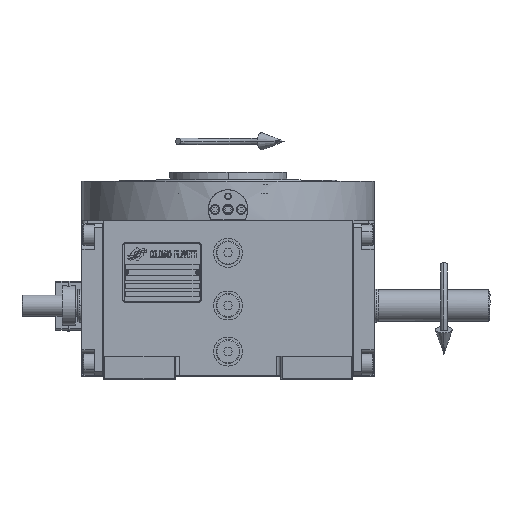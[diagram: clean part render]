
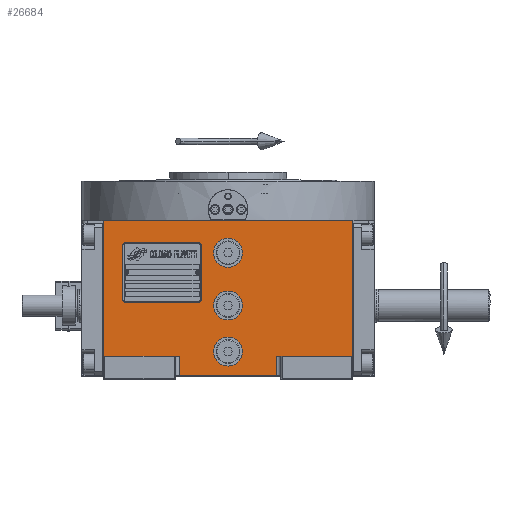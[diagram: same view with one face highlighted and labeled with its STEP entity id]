
A CAD part, top view. The second image highlights one B-rep face of the part: STEP entity #26684.
In plain terms, the highlighted planar face has unit normal (0, 0, 1).
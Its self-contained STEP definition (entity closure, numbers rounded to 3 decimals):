
#107 = ORIENTED_EDGE ( 'NONE', *, *, #43515, .F. ) ;
#995 = EDGE_CURVE ( 'NONE', #52223, #6601, #46901, .T. ) ;
#2281 = VECTOR ( 'NONE', #55261, 1000. ) ;
#2545 = CARTESIAN_POINT ( 'NONE',  ( 37., -38.5, 163.5 ) ) ;
#2549 = VERTEX_POINT ( 'NONE', #8123 ) ;
#2800 = VERTEX_POINT ( 'NONE', #24387 ) ;
#2884 = CARTESIAN_POINT ( 'NONE',  ( -37., -53.5, 163.5 ) ) ;
#2922 = ORIENTED_EDGE ( 'NONE', *, *, #40360, .F. ) ;
#3017 = EDGE_CURVE ( 'NONE', #24030, #56173, #19945, .T. ) ;
#3325 = CARTESIAN_POINT ( 'NONE',  ( 94.5, 64.5, 163.5 ) ) ;
#3583 = CARTESIAN_POINT ( 'NONE',  ( 11., 40., 163.5 ) ) ;
#4687 = LINE ( 'NONE', #40028, #32905 ) ;
#4885 = DIRECTION ( 'NONE',  ( 0., 1., 0. ) ) ;
#5394 = VECTOR ( 'NONE', #70473, 1000. ) ;
#5573 = DIRECTION ( 'NONE',  ( 1., 0., 0. ) ) ;
#6601 = VERTEX_POINT ( 'NONE', #48692 ) ;
#8123 = CARTESIAN_POINT ( 'NONE',  ( -94.5, 64.5, 163.5 ) ) ;
#9553 = EDGE_CURVE ( 'NONE', #45362, #13133, #64331, .T. ) ;
#9820 = DIRECTION ( 'NONE',  ( 0., 0., 1. ) ) ;
#10401 = DIRECTION ( 'NONE',  ( 0., 1., 0. ) ) ;
#10900 = DIRECTION ( 'NONE',  ( 0., 0., 1. ) ) ;
#11000 = DIRECTION ( 'NONE',  ( 0., 0., 1. ) ) ;
#11430 = VECTOR ( 'NONE', #23642, 1000. ) ;
#13133 = VERTEX_POINT ( 'NONE', #47713 ) ;
#13332 = CIRCLE ( 'NONE', #53420, 11. ) ;
#13357 = EDGE_LOOP ( 'NONE', ( #24443, #14341 ) ) ;
#13717 = DIRECTION ( 'NONE',  ( -1., 0., 0. ) ) ;
#13931 = EDGE_LOOP ( 'NONE', ( #33136, #22214, #35140, #70710, #67691, #24968, #25376, #2922 ) ) ;
#14341 = ORIENTED_EDGE ( 'NONE', *, *, #3017, .F. ) ;
#14600 = CARTESIAN_POINT ( 'NONE',  ( 37., -38.5, 163.5 ) ) ;
#14808 = CARTESIAN_POINT ( 'NONE',  ( 11., 0., 163.5 ) ) ;
#15361 = CARTESIAN_POINT ( 'NONE',  ( -11., 40., 163.5 ) ) ;
#15659 = AXIS2_PLACEMENT_3D ( 'NONE', #27749, #50926, #74101 ) ;
#15838 = PLANE ( 'NONE',  #34536 ) ;
#16084 = ORIENTED_EDGE ( 'NONE', *, *, #16153, .F. ) ;
#16153 = EDGE_CURVE ( 'NONE', #42090, #43376, #13332, .T. ) ;
#16279 = CARTESIAN_POINT ( 'NONE',  ( -37., -53.5, 163.5 ) ) ;
#17183 = LINE ( 'NONE', #40390, #11430 ) ;
#17354 = EDGE_LOOP ( 'NONE', ( #107, #16084 ) ) ;
#18846 = CARTESIAN_POINT ( 'NONE',  ( 11., -35., 163.5 ) ) ;
#19334 = EDGE_LOOP ( 'NONE', ( #31108, #23657 ) ) ;
#19945 = CIRCLE ( 'NONE', #67311, 11. ) ;
#21226 = CARTESIAN_POINT ( 'NONE',  ( -37., -38.5, 163.5 ) ) ;
#22214 = ORIENTED_EDGE ( 'NONE', *, *, #49768, .F. ) ;
#23642 = DIRECTION ( 'NONE',  ( 1., 0., 0. ) ) ;
#23657 = ORIENTED_EDGE ( 'NONE', *, *, #31170, .F. ) ;
#24030 = VERTEX_POINT ( 'NONE', #15361 ) ;
#24387 = CARTESIAN_POINT ( 'NONE',  ( 94.5, -38.5, 163.5 ) ) ;
#24443 = ORIENTED_EDGE ( 'NONE', *, *, #66057, .F. ) ;
#24968 = ORIENTED_EDGE ( 'NONE', *, *, #62182, .F. ) ;
#25376 = ORIENTED_EDGE ( 'NONE', *, *, #69504, .T. ) ;
#26684 = ADVANCED_FACE ( 'NONE', ( #74713, #73596, #74338, #69042 ), #15838, .T. ) ;
#27690 = LINE ( 'NONE', #16279, #49786 ) ;
#27749 = CARTESIAN_POINT ( 'NONE',  ( 0., -35., 163.5 ) ) ;
#27978 = CARTESIAN_POINT ( 'NONE',  ( -94.5, -38.5, 163.5 ) ) ;
#29424 = DIRECTION ( 'NONE',  ( 0., 0., 1. ) ) ;
#29554 = VECTOR ( 'NONE', #71352, 1000. ) ;
#29620 = VERTEX_POINT ( 'NONE', #3325 ) ;
#31108 = ORIENTED_EDGE ( 'NONE', *, *, #9553, .F. ) ;
#31170 = EDGE_CURVE ( 'NONE', #13133, #45362, #72676, .T. ) ;
#31566 = AXIS2_PLACEMENT_3D ( 'NONE', #38695, #9820, #57286 ) ;
#32307 = DIRECTION ( 'NONE',  ( 0., 0., 1. ) ) ;
#32905 = VECTOR ( 'NONE', #10401, 1000. ) ;
#33136 = ORIENTED_EDGE ( 'NONE', *, *, #995, .T. ) ;
#34377 = CIRCLE ( 'NONE', #65930, 11. ) ;
#34428 = CARTESIAN_POINT ( 'NONE',  ( -94.5, -53.5, 163.5 ) ) ;
#34536 = AXIS2_PLACEMENT_3D ( 'NONE', #34428, #10900, #5573 ) ;
#34832 = EDGE_CURVE ( 'NONE', #2800, #29620, #4687, .T. ) ;
#35124 = CARTESIAN_POINT ( 'NONE',  ( 0., 0., 163.5 ) ) ;
#35140 = ORIENTED_EDGE ( 'NONE', *, *, #64677, .T. ) ;
#35756 = DIRECTION ( 'NONE',  ( 1., 0., 0. ) ) ;
#38150 = LINE ( 'NONE', #14600, #2281 ) ;
#38695 = CARTESIAN_POINT ( 'NONE',  ( 0., -35., 163.5 ) ) ;
#40028 = CARTESIAN_POINT ( 'NONE',  ( 94.5, -38.5, 163.5 ) ) ;
#40360 = EDGE_CURVE ( 'NONE', #52223, #74716, #27690, .T. ) ;
#40390 = CARTESIAN_POINT ( 'NONE',  ( -94.5, 64.5, 163.5 ) ) ;
#42090 = VERTEX_POINT ( 'NONE', #60412 ) ;
#42480 = DIRECTION ( 'NONE',  ( 1., 0., 0. ) ) ;
#42589 = CARTESIAN_POINT ( 'NONE',  ( 0., 40., 163.5 ) ) ;
#43357 = DIRECTION ( 'NONE',  ( 0., 0., 1. ) ) ;
#43376 = VERTEX_POINT ( 'NONE', #14808 ) ;
#43515 = EDGE_CURVE ( 'NONE', #43376, #42090, #34377, .T. ) ;
#45362 = VERTEX_POINT ( 'NONE', #18846 ) ;
#46250 = EDGE_CURVE ( 'NONE', #2549, #29620, #17183, .T. ) ;
#46789 = CARTESIAN_POINT ( 'NONE',  ( 37., -38.5, 163.5 ) ) ;
#46901 = LINE ( 'NONE', #48016, #5394 ) ;
#47713 = CARTESIAN_POINT ( 'NONE',  ( -11., -35., 163.5 ) ) ;
#48016 = CARTESIAN_POINT ( 'NONE',  ( -37., -53.5, 163.5 ) ) ;
#48164 = CARTESIAN_POINT ( 'NONE',  ( -94.5, -38.5, 163.5 ) ) ;
#48692 = CARTESIAN_POINT ( 'NONE',  ( 37., -53.5, 163.5 ) ) ;
#49768 = EDGE_CURVE ( 'NONE', #70751, #6601, #38150, .T. ) ;
#49774 = DIRECTION ( 'NONE',  ( 1., 0., 0. ) ) ;
#49786 = VECTOR ( 'NONE', #4885, 1000. ) ;
#49946 = CIRCLE ( 'NONE', #59662, 11. ) ;
#50926 = DIRECTION ( 'NONE',  ( 0., 0., 1. ) ) ;
#51467 = DIRECTION ( 'NONE',  ( -1., 0., 0. ) ) ;
#52223 = VERTEX_POINT ( 'NONE', #2884 ) ;
#53420 = AXIS2_PLACEMENT_3D ( 'NONE', #35124, #29424, #51467 ) ;
#54487 = VERTEX_POINT ( 'NONE', #70178 ) ;
#54682 = VECTOR ( 'NONE', #35756, 1000. ) ;
#55261 = DIRECTION ( 'NONE',  ( 0., -1., 0. ) ) ;
#55672 = VECTOR ( 'NONE', #67882, 1000. ) ;
#56173 = VERTEX_POINT ( 'NONE', #3583 ) ;
#57286 = DIRECTION ( 'NONE',  ( 1., 0., 0. ) ) ;
#58560 = LINE ( 'NONE', #46789, #54682 ) ;
#59662 = AXIS2_PLACEMENT_3D ( 'NONE', #42589, #32307, #49774 ) ;
#60412 = CARTESIAN_POINT ( 'NONE',  ( -11., 0., 163.5 ) ) ;
#62182 = EDGE_CURVE ( 'NONE', #54487, #2549, #74702, .T. ) ;
#63040 = CARTESIAN_POINT ( 'NONE',  ( 0., 0., 163.5 ) ) ;
#64331 = CIRCLE ( 'NONE', #31566, 11. ) ;
#64508 = LINE ( 'NONE', #48164, #29554 ) ;
#64677 = EDGE_CURVE ( 'NONE', #70751, #2800, #58560, .T. ) ;
#65930 = AXIS2_PLACEMENT_3D ( 'NONE', #63040, #11000, #42480 ) ;
#66057 = EDGE_CURVE ( 'NONE', #56173, #24030, #49946, .T. ) ;
#66904 = CARTESIAN_POINT ( 'NONE',  ( 0., 40., 163.5 ) ) ;
#67311 = AXIS2_PLACEMENT_3D ( 'NONE', #66904, #43357, #13717 ) ;
#67691 = ORIENTED_EDGE ( 'NONE', *, *, #46250, .F. ) ;
#67882 = DIRECTION ( 'NONE',  ( 0., 1., 0. ) ) ;
#69042 = FACE_OUTER_BOUND ( 'NONE', #13931, .T. ) ;
#69504 = EDGE_CURVE ( 'NONE', #54487, #74716, #64508, .T. ) ;
#70178 = CARTESIAN_POINT ( 'NONE',  ( -94.5, -38.5, 163.5 ) ) ;
#70473 = DIRECTION ( 'NONE',  ( 1., 0., 0. ) ) ;
#70710 = ORIENTED_EDGE ( 'NONE', *, *, #34832, .T. ) ;
#70751 = VERTEX_POINT ( 'NONE', #2545 ) ;
#71352 = DIRECTION ( 'NONE',  ( 1., 0., 0. ) ) ;
#72676 = CIRCLE ( 'NONE', #15659, 11. ) ;
#73596 = FACE_BOUND ( 'NONE', #19334, .T. ) ;
#74101 = DIRECTION ( 'NONE',  ( -1., 0., 0. ) ) ;
#74338 = FACE_BOUND ( 'NONE', #13357, .T. ) ;
#74702 = LINE ( 'NONE', #27978, #55672 ) ;
#74713 = FACE_BOUND ( 'NONE', #17354, .T. ) ;
#74716 = VERTEX_POINT ( 'NONE', #21226 ) ;
